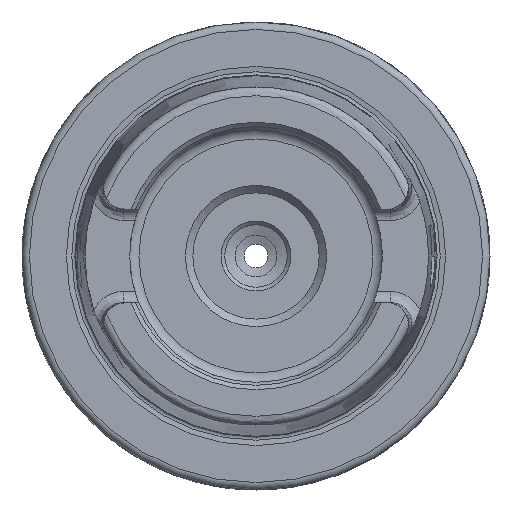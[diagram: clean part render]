
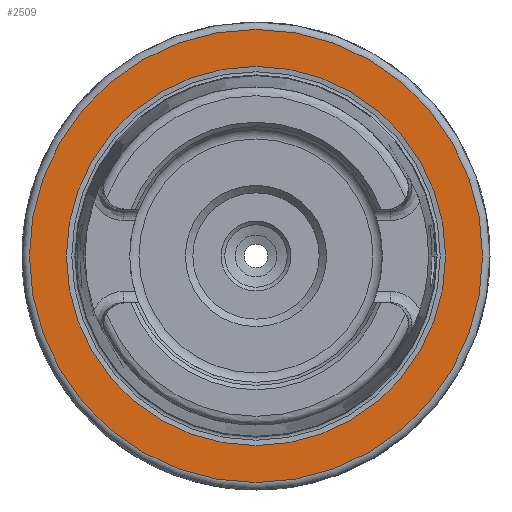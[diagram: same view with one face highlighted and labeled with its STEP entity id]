
A CAD part, left-side view. The second image highlights one B-rep face of the part: STEP entity #2509.
In plain terms, the highlighted planar face has unit normal (-1, 0, 0).
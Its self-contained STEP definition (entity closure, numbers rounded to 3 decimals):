
#232=CIRCLE('',#2801,25.521);
#233=CIRCLE('',#2802,25.521);
#234=CIRCLE('',#2804,30.5);
#235=CIRCLE('',#2805,30.5);
#366=FACE_OUTER_BOUND('',#590,.T.);
#437=PLANE('',#2803);
#449=FACE_BOUND('',#591,.T.);
#590=EDGE_LOOP('',(#2345,#2346));
#591=EDGE_LOOP('',(#2347,#2348));
#1173=VERTEX_POINT('',#5966);
#1174=VERTEX_POINT('',#5968);
#1175=VERTEX_POINT('',#5972);
#1176=VERTEX_POINT('',#5973);
#1565=EDGE_CURVE('',#1174,#1173,#232,.T.);
#1566=EDGE_CURVE('',#1173,#1174,#233,.T.);
#1567=EDGE_CURVE('',#1175,#1176,#234,.T.);
#1568=EDGE_CURVE('',#1176,#1175,#235,.T.);
#2345=ORIENTED_EDGE('',*,*,#1567,.F.);
#2346=ORIENTED_EDGE('',*,*,#1568,.F.);
#2347=ORIENTED_EDGE('',*,*,#1565,.T.);
#2348=ORIENTED_EDGE('',*,*,#1566,.T.);
#2509=ADVANCED_FACE('',(#366,#449),#437,.T.);
#2801=AXIS2_PLACEMENT_3D('',#5969,#3456,#3457);
#2802=AXIS2_PLACEMENT_3D('',#5970,#3458,#3459);
#2803=AXIS2_PLACEMENT_3D('',#5971,#3460,#3461);
#2804=AXIS2_PLACEMENT_3D('',#5974,#3462,#3463);
#2805=AXIS2_PLACEMENT_3D('',#5975,#3464,#3465);
#3456=DIRECTION('center_axis',(1.,0.,0.));
#3457=DIRECTION('ref_axis',(0.,0.,-1.));
#3458=DIRECTION('center_axis',(1.,0.,0.));
#3459=DIRECTION('ref_axis',(0.,0.,-1.));
#3460=DIRECTION('center_axis',(-1.,0.,0.));
#3461=DIRECTION('ref_axis',(0.,0.,1.));
#3462=DIRECTION('center_axis',(1.,0.,0.));
#3463=DIRECTION('ref_axis',(0.,0.,-1.));
#3464=DIRECTION('center_axis',(1.,0.,0.));
#3465=DIRECTION('ref_axis',(0.,0.,-1.));
#5966=CARTESIAN_POINT('',(0.,-25.521,0.));
#5968=CARTESIAN_POINT('',(0.,25.521,0.));
#5969=CARTESIAN_POINT('Origin',(0.,0.,
0.));
#5970=CARTESIAN_POINT('Origin',(0.,0.,
0.));
#5971=CARTESIAN_POINT('Origin',(0.,30.5,0.));
#5972=CARTESIAN_POINT('',(0.,30.5,0.));
#5973=CARTESIAN_POINT('',(0.,0.,30.5));
#5974=CARTESIAN_POINT('Origin',(0.,0.,
0.));
#5975=CARTESIAN_POINT('Origin',(0.,0.,
0.));
